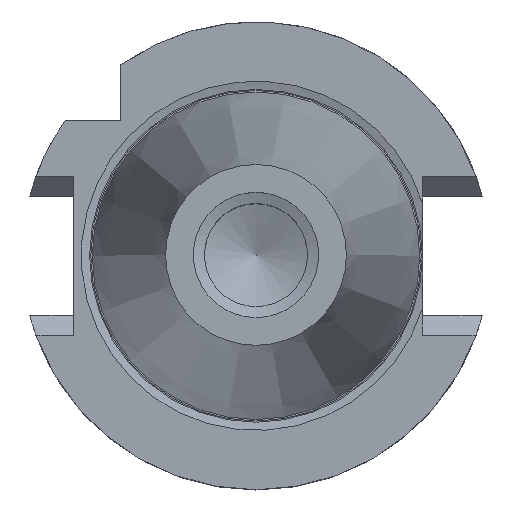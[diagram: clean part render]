
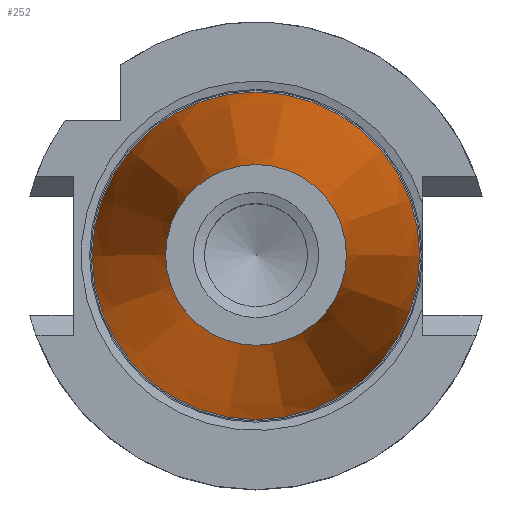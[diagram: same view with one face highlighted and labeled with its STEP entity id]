
A CAD part, top view. The second image highlights one B-rep face of the part: STEP entity #252.
In plain terms, the highlighted conical face has half-angle 8.298 degrees and reference radius 12.271 mm.
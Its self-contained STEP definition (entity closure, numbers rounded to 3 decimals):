
#235=CONICAL_SURFACE('',#988,12.271,8.298);
#252=ADVANCED_FACE('',(#329,#330),#235,.T.);
#329=FACE_BOUND('',#375,.T.);
#330=FACE_BOUND('',#376,.T.);
#375=EDGE_LOOP('',(#455));
#376=EDGE_LOOP('',(#456));
#455=ORIENTED_EDGE('',*,*,#791,.T.);
#456=ORIENTED_EDGE('',*,*,#789,.F.);
#698=VERTEX_POINT('',#1382);
#700=VERTEX_POINT('',#1388);
#789=EDGE_CURVE('',#698,#698,#913,.T.);
#791=EDGE_CURVE('',#700,#700,#915,.T.);
#913=CIRCLE('',#982,22.225);
#915=CIRCLE('',#986,12.271);
#982=AXIS2_PLACEMENT_3D('',#1381,#1102,#1103);
#986=AXIS2_PLACEMENT_3D('',#1387,#1110,#1111);
#988=AXIS2_PLACEMENT_3D('',#1390,#1114,#1115);
#1102=DIRECTION('',(0.,0.,-1.));
#1103=DIRECTION('',(-1.,0.,0.));
#1110=DIRECTION('',(0.,0.,-1.));
#1111=DIRECTION('',(-1.,0.,0.));
#1114=DIRECTION('',(0.,0.,-1.));
#1115=DIRECTION('',(-1.,0.,0.));
#1381=CARTESIAN_POINT('',(0.,0.,0.));
#1382=CARTESIAN_POINT('',(-22.225,0.,0.));
#1387=CARTESIAN_POINT('',(0.,0.,68.25));
#1388=CARTESIAN_POINT('',(-12.271,0.,68.25));
#1390=CARTESIAN_POINT('',(0.,0.,68.25));
